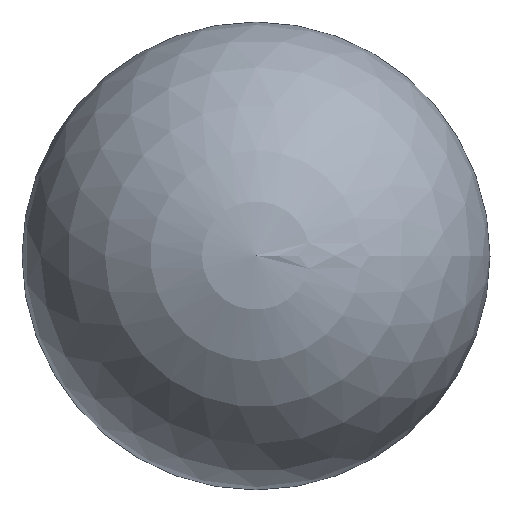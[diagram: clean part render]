
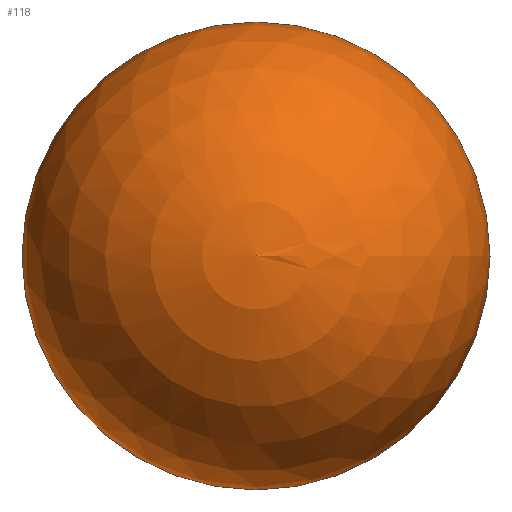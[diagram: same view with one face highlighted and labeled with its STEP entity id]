
A CAD part, top view. The second image highlights one B-rep face of the part: STEP entity #118.
In plain terms, the highlighted spherical face has radius 16 mm.
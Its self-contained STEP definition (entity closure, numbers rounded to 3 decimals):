
#118 = ADVANCED_FACE( '', ( #252 ), #253, .T. );
#252 = FACE_OUTER_BOUND( '', #390, .T. );
#253 = SPHERICAL_SURFACE( '', #391, 16. );
#390 = EDGE_LOOP( '', ( #635 ) );
#391 = AXIS2_PLACEMENT_3D( '', #636, #637, #638 );
#635 = ORIENTED_EDGE( '', *, *, #737, .F. );
#636 = CARTESIAN_POINT( '', ( 0., 0., 54. ) );
#637 = DIRECTION( '', ( 0., 0., 1. ) );
#638 = DIRECTION( '', ( 1., 0., 0. ) );
#737 = EDGE_CURVE( '', #865, #865, #866, .F. );
#865 = VERTEX_POINT( '', #1041 );
#866 = CIRCLE( '', #1042, 15.969 );
#1041 = CARTESIAN_POINT( '', ( 15.969, 0., 52.997 ) );
#1042 = AXIS2_PLACEMENT_3D( '', #1184, #1185, #1186 );
#1184 = CARTESIAN_POINT( '', ( 0., 0., 52.997 ) );
#1185 = DIRECTION( '', ( 0., 0., 1. ) );
#1186 = DIRECTION( '', ( 1., 0., 0. ) );
